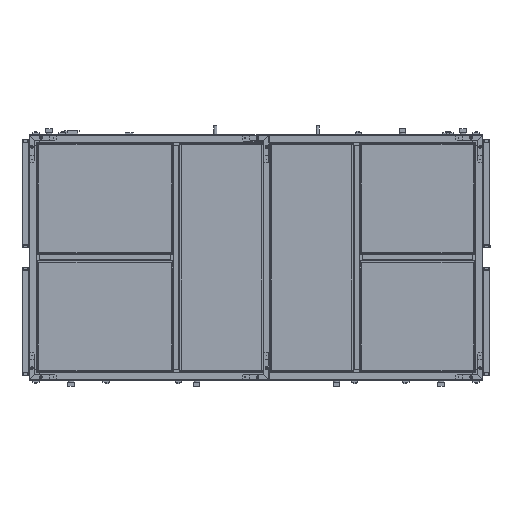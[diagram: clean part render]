
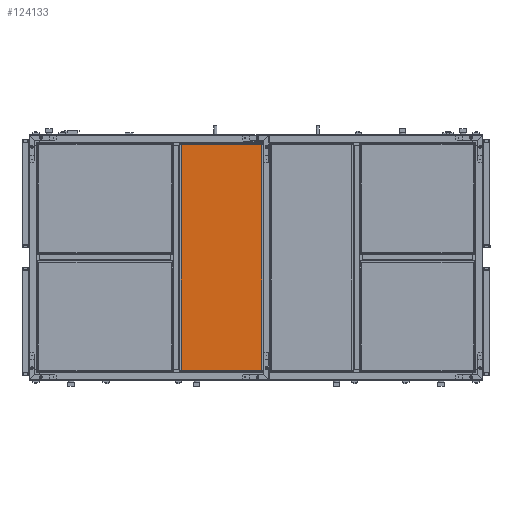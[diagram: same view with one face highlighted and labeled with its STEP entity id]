
A CAD part, front view. The second image highlights one B-rep face of the part: STEP entity #124133.
In plain terms, the highlighted face is planar.
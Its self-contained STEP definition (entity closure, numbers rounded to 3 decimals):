
#5200 = CARTESIAN_POINT ( 'NONE',  ( 297.7, 816.2, 0. ) ) ;
#7573 = VERTEX_POINT ( 'NONE', #144439 ) ;
#9647 = VECTOR ( 'NONE', #157164, 1000. ) ;
#15965 = DIRECTION ( 'NONE',  ( 0., 1., 0. ) ) ;
#16330 = CARTESIAN_POINT ( 'NONE',  ( -297.7, 816.2, 0. ) ) ;
#18469 = FACE_OUTER_BOUND ( 'NONE', #81120, .T. ) ;
#20355 = EDGE_CURVE ( 'NONE', #7573, #49122, #187008, .T. ) ;
#23068 = CARTESIAN_POINT ( 'NONE',  ( -297.7, 816.2, 0. ) ) ;
#25814 = CARTESIAN_POINT ( 'NONE',  ( -297.7, 816.2, 0. ) ) ;
#26793 = DIRECTION ( 'NONE',  ( -1., 0., 0. ) ) ;
#28899 = ORIENTED_EDGE ( 'NONE', *, *, #50381, .F. ) ;
#30931 = ORIENTED_EDGE ( 'NONE', *, *, #126376, .F. ) ;
#37196 = ORIENTED_EDGE ( 'NONE', *, *, #180518, .F. ) ;
#43670 = LINE ( 'NONE', #25814, #117154 ) ;
#48130 = ORIENTED_EDGE ( 'NONE', *, *, #20355, .F. ) ;
#49122 = VERTEX_POINT ( 'NONE', #160105 ) ;
#50381 = EDGE_CURVE ( 'NONE', #178817, #156746, #43670, .T. ) ;
#81051 = CARTESIAN_POINT ( 'NONE',  ( 0., 0., 0. ) ) ;
#81120 = EDGE_LOOP ( 'NONE', ( #37196, #48130, #30931, #28899 ) ) ;
#91504 = LINE ( 'NONE', #152183, #111160 ) ;
#111160 = VECTOR ( 'NONE', #15965, 1000. ) ;
#117154 = VECTOR ( 'NONE', #26793, 1000. ) ;
#123873 = PLANE ( 'NONE',  #175537 ) ;
#124133 = ADVANCED_FACE ( 'NONE', ( #18469 ), #123873, .T. ) ;
#126376 = EDGE_CURVE ( 'NONE', #156746, #7573, #152570, .T. ) ;
#137610 = DIRECTION ( 'NONE',  ( 0., -1., 0. ) ) ;
#140762 = DIRECTION ( 'NONE',  ( 0., 0., -1. ) ) ;
#141742 = DIRECTION ( 'NONE',  ( 0., -1., 0. ) ) ;
#144439 = CARTESIAN_POINT ( 'NONE',  ( -297.7, -816.2, 0. ) ) ;
#152183 = CARTESIAN_POINT ( 'NONE',  ( 297.7, 816.2, 0. ) ) ;
#152570 = LINE ( 'NONE', #16330, #176080 ) ;
#156746 = VERTEX_POINT ( 'NONE', #23068 ) ;
#157164 = DIRECTION ( 'NONE',  ( 1., 0., 0. ) ) ;
#160105 = CARTESIAN_POINT ( 'NONE',  ( 297.7, -816.2, 0. ) ) ;
#170118 = CARTESIAN_POINT ( 'NONE',  ( -297.7, -816.2, 0. ) ) ;
#175537 = AXIS2_PLACEMENT_3D ( 'NONE', #81051, #140762, #141742 ) ;
#176080 = VECTOR ( 'NONE', #137610, 1000. ) ;
#178817 = VERTEX_POINT ( 'NONE', #5200 ) ;
#180518 = EDGE_CURVE ( 'NONE', #49122, #178817, #91504, .T. ) ;
#187008 = LINE ( 'NONE', #170118, #9647 ) ;
